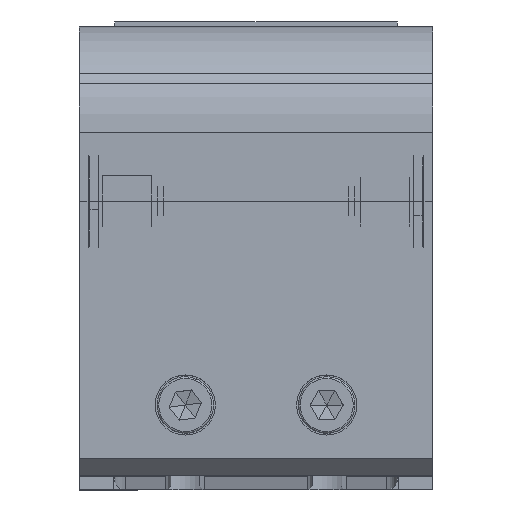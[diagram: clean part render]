
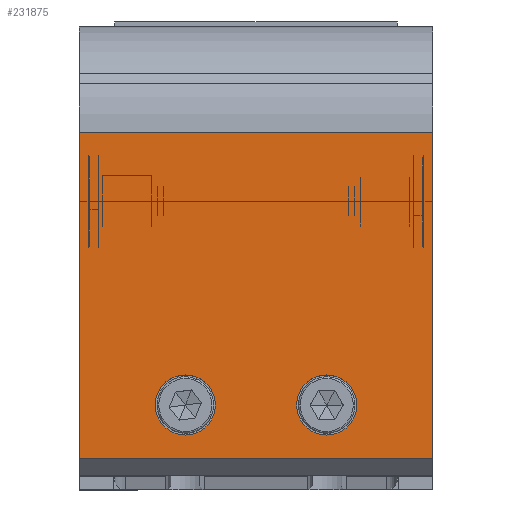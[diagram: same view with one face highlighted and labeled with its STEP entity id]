
A CAD part, top view. The second image highlights one B-rep face of the part: STEP entity #231875.
In plain terms, the highlighted planar face has unit normal (0, 0, 1).
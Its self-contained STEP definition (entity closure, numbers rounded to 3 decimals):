
#2543 = CARTESIAN_POINT ( 'NONE',  ( 201.658, 203.108, 657.202 ) ) ;
#5829 = DIRECTION ( 'NONE',  ( 0., 0., -1. ) ) ;
#9436 = CARTESIAN_POINT ( 'NONE',  ( 201.658, 203.108, 657.202 ) ) ;
#10868 = CIRCLE ( 'NONE', #144789, 8.5 ) ;
#15141 = ORIENTED_EDGE ( 'NONE', *, *, #213954, .F. ) ;
#16291 = CARTESIAN_POINT ( 'NONE',  ( 131.658, 218.108, 657.202 ) ) ;
#16995 = EDGE_CURVE ( 'NONE', #109862, #23809, #130000, .T. ) ;
#18902 = VECTOR ( 'NONE', #204081, 1000. ) ;
#23809 = VERTEX_POINT ( 'NONE', #147544 ) ;
#25273 = ORIENTED_EDGE ( 'NONE', *, *, #204817, .T. ) ;
#26321 = DIRECTION ( 'NONE',  ( -1., 0., 0. ) ) ;
#28396 = VERTEX_POINT ( 'NONE', #47389 ) ;
#33967 = DIRECTION ( 'NONE',  ( 0., 0., 1. ) ) ;
#36727 = ORIENTED_EDGE ( 'NONE', *, *, #186681, .F. ) ;
#41339 = EDGE_CURVE ( 'NONE', #141523, #166670, #173700, .T. ) ;
#42790 = EDGE_CURVE ( 'NONE', #28396, #181475, #159154, .T. ) ;
#47389 = CARTESIAN_POINT ( 'NONE',  ( 163.158, 218.108, 657.202 ) ) ;
#59451 = FACE_OUTER_BOUND ( 'NONE', #201504, .T. ) ;
#71225 = AXIS2_PLACEMENT_3D ( 'NONE', #91469, #33967, #199562 ) ;
#71690 = DIRECTION ( 'NONE',  ( 1., 0., 0. ) ) ;
#72760 = CIRCLE ( 'NONE', #206878, 8.5 ) ;
#76426 = CARTESIAN_POINT ( 'NONE',  ( 171.658, 218.108, 657.202 ) ) ;
#78844 = ORIENTED_EDGE ( 'NONE', *, *, #160510, .F. ) ;
#79095 = LINE ( 'NONE', #171391, #216241 ) ;
#82131 = LINE ( 'NONE', #175699, #221580 ) ;
#82440 = ORIENTED_EDGE ( 'NONE', *, *, #190946, .T. ) ;
#82540 = DIRECTION ( 'NONE',  ( 0., -1., 0. ) ) ;
#86174 = ORIENTED_EDGE ( 'NONE', *, *, #41339, .F. ) ;
#91469 = CARTESIAN_POINT ( 'NONE',  ( 171.658, 218.108, 657.202 ) ) ;
#93237 = CARTESIAN_POINT ( 'NONE',  ( 201.658, 295.108, 657.202 ) ) ;
#93290 = DIRECTION ( 'NONE',  ( 0., 0., 1. ) ) ;
#101616 = CARTESIAN_POINT ( 'NONE',  ( 131.658, 218.108, 657.202 ) ) ;
#102951 = VERTEX_POINT ( 'NONE', #158082 ) ;
#106178 = DIRECTION ( 'NONE',  ( 1., 0., 0. ) ) ;
#109862 = VERTEX_POINT ( 'NONE', #154744 ) ;
#111724 = VERTEX_POINT ( 'NONE', #122359 ) ;
#120908 = ORIENTED_EDGE ( 'NONE', *, *, #42790, .F. ) ;
#122359 = CARTESIAN_POINT ( 'NONE',  ( 101.658, 295.108, 657.202 ) ) ;
#123012 = EDGE_LOOP ( 'NONE', ( #160318, #36727 ) ) ;
#130000 = CIRCLE ( 'NONE', #222112, 8.5 ) ;
#130731 = LINE ( 'NONE', #165559, #18902 ) ;
#135760 = VECTOR ( 'NONE', #82540, 1000. ) ;
#141523 = VERTEX_POINT ( 'NONE', #93237 ) ;
#144789 = AXIS2_PLACEMENT_3D ( 'NONE', #76426, #93290, #71690 ) ;
#147298 = PLANE ( 'NONE',  #225093 ) ;
#147534 = EDGE_LOOP ( 'NONE', ( #78844, #120908 ) ) ;
#147544 = CARTESIAN_POINT ( 'NONE',  ( 123.158, 218.108, 657.202 ) ) ;
#150521 = FACE_BOUND ( 'NONE', #123012, .T. ) ;
#154744 = CARTESIAN_POINT ( 'NONE',  ( 140.158, 218.108, 657.202 ) ) ;
#158082 = CARTESIAN_POINT ( 'NONE',  ( 101.658, 203.108, 657.202 ) ) ;
#159154 = CIRCLE ( 'NONE', #71225, 8.5 ) ;
#159937 = DIRECTION ( 'NONE',  ( -1., 0., 0. ) ) ;
#160318 = ORIENTED_EDGE ( 'NONE', *, *, #16995, .F. ) ;
#160510 = EDGE_CURVE ( 'NONE', #181475, #28396, #10868, .T. ) ;
#165559 = CARTESIAN_POINT ( 'NONE',  ( 101.658, 203.108, 657.202 ) ) ;
#166670 = VERTEX_POINT ( 'NONE', #2543 ) ;
#171391 = CARTESIAN_POINT ( 'NONE',  ( 201.658, 203.108, 657.202 ) ) ;
#173630 = DIRECTION ( 'NONE',  ( 0., 0., 1. ) ) ;
#173700 = LINE ( 'NONE', #9436, #135760 ) ;
#175699 = CARTESIAN_POINT ( 'NONE',  ( 201.658, 295.108, 657.202 ) ) ;
#181475 = VERTEX_POINT ( 'NONE', #212561 ) ;
#186681 = EDGE_CURVE ( 'NONE', #23809, #109862, #72760, .T. ) ;
#188173 = CARTESIAN_POINT ( 'NONE',  ( 201.658, 203.108, 657.202 ) ) ;
#190946 = EDGE_CURVE ( 'NONE', #141523, #111724, #82131, .T. ) ;
#199562 = DIRECTION ( 'NONE',  ( 1., 0., 0. ) ) ;
#201504 = EDGE_LOOP ( 'NONE', ( #25273, #15141, #86174, #82440 ) ) ;
#204081 = DIRECTION ( 'NONE',  ( 0., -1., 0. ) ) ;
#204817 = EDGE_CURVE ( 'NONE', #111724, #102951, #130731, .T. ) ;
#206878 = AXIS2_PLACEMENT_3D ( 'NONE', #16291, #216674, #106178 ) ;
#212561 = CARTESIAN_POINT ( 'NONE',  ( 180.158, 218.108, 657.202 ) ) ;
#213954 = EDGE_CURVE ( 'NONE', #166670, #102951, #79095, .T. ) ;
#216241 = VECTOR ( 'NONE', #26321, 1000. ) ;
#216674 = DIRECTION ( 'NONE',  ( 0., 0., 1. ) ) ;
#221580 = VECTOR ( 'NONE', #159937, 1000. ) ;
#222112 = AXIS2_PLACEMENT_3D ( 'NONE', #101616, #173630, #230084 ) ;
#223836 = FACE_BOUND ( 'NONE', #147534, .T. ) ;
#224185 = DIRECTION ( 'NONE',  ( 0., 1., 0. ) ) ;
#225093 = AXIS2_PLACEMENT_3D ( 'NONE', #188173, #5829, #224185 ) ;
#230084 = DIRECTION ( 'NONE',  ( 1., 0., 0. ) ) ;
#231875 = ADVANCED_FACE ( 'NONE', ( #150521, #223836, #59451 ), #147298, .F. ) ;
